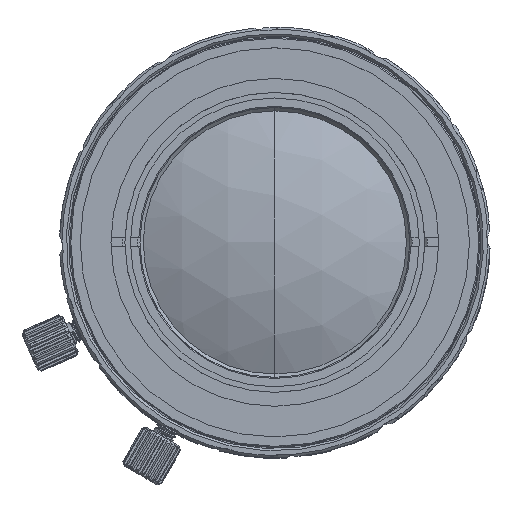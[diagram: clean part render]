
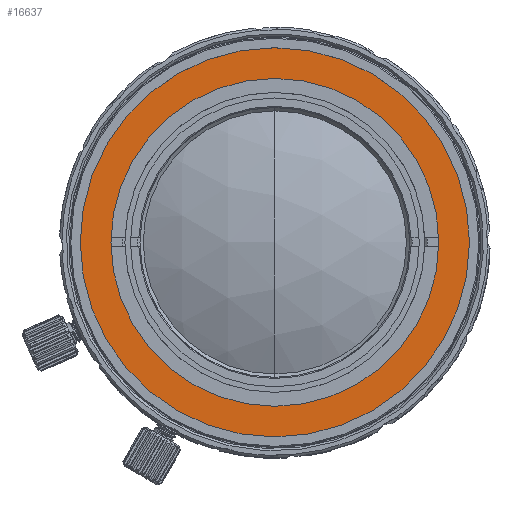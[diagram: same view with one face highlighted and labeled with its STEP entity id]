
A CAD part, top view. The second image highlights one B-rep face of the part: STEP entity #16637.
In plain terms, the highlighted planar face has unit normal (0, 0, 1).
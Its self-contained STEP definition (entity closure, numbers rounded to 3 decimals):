
#91 = EDGE_CURVE ( 'NONE', #44092, #44035, #18810, .T. ) ;
#809 = CARTESIAN_POINT ( 'NONE',  ( 0., 0., 42.47 ) ) ;
#3267 = AXIS2_PLACEMENT_3D ( 'NONE', #809, #45062, #48857 ) ;
#4011 = EDGE_CURVE ( 'NONE', #44035, #44092, #29957, .T. ) ;
#4956 = CARTESIAN_POINT ( 'NONE',  ( 9.449, -11.261, 42.47 ) ) ;
#5095 = DIRECTION ( 'NONE',  ( 0., 0., -1. ) ) ;
#6300 = AXIS2_PLACEMENT_3D ( 'NONE', #13305, #29192, #45926 ) ;
#9308 = AXIS2_PLACEMENT_3D ( 'NONE', #32393, #19750, #52668 ) ;
#12069 = AXIS2_PLACEMENT_3D ( 'NONE', #49328, #19960, #36372 ) ;
#12169 = CARTESIAN_POINT ( 'NONE',  ( 15.459, 8.925, 42.47 ) ) ;
#12933 = FACE_OUTER_BOUND ( 'NONE', #18265, .T. ) ;
#12998 = EDGE_LOOP ( 'NONE', ( #34312, #27248 ) ) ;
#13305 = CARTESIAN_POINT ( 'NONE',  ( 0., 0., 42.47 ) ) ;
#13362 = AXIS2_PLACEMENT_3D ( 'NONE', #37442, #5095, #29364 ) ;
#16392 = CIRCLE ( 'NONE', #12069, 17.85 ) ;
#16637 = ADVANCED_FACE ( 'NONE', ( #12933, #38230 ), #49603, .F. ) ;
#18265 = EDGE_LOOP ( 'NONE', ( #48562, #18725 ) ) ;
#18725 = ORIENTED_EDGE ( 'NONE', *, *, #48462, .F. ) ;
#18810 = CIRCLE ( 'NONE', #9308, 14.7 ) ;
#19750 = DIRECTION ( 'NONE',  ( 0., 0., 1. ) ) ;
#19960 = DIRECTION ( 'NONE',  ( 0., 0., -1. ) ) ;
#25758 = VERTEX_POINT ( 'NONE', #12169 ) ;
#27248 = ORIENTED_EDGE ( 'NONE', *, *, #4011, .F. ) ;
#29192 = DIRECTION ( 'NONE',  ( 0., 0., -1. ) ) ;
#29364 = DIRECTION ( 'NONE',  ( 0., -1., 0. ) ) ;
#29957 = CIRCLE ( 'NONE', #3267, 14.7 ) ;
#30386 = CIRCLE ( 'NONE', #6300, 17.85 ) ;
#32393 = CARTESIAN_POINT ( 'NONE',  ( 0., 0., 42.47 ) ) ;
#34312 = ORIENTED_EDGE ( 'NONE', *, *, #91, .F. ) ;
#34818 = CARTESIAN_POINT ( 'NONE',  ( -15.459, -8.925, 42.47 ) ) ;
#36372 = DIRECTION ( 'NONE',  ( -0.866, -0.5, 0. ) ) ;
#37442 = CARTESIAN_POINT ( 'NONE',  ( 0., 0., 42.47 ) ) ;
#37631 = VERTEX_POINT ( 'NONE', #34818 ) ;
#38230 = FACE_BOUND ( 'NONE', #12998, .T. ) ;
#38635 = CARTESIAN_POINT ( 'NONE',  ( -9.449, 11.261, 42.47 ) ) ;
#44035 = VERTEX_POINT ( 'NONE', #4956 ) ;
#44092 = VERTEX_POINT ( 'NONE', #38635 ) ;
#44629 = EDGE_CURVE ( 'NONE', #25758, #37631, #16392, .T. ) ;
#45062 = DIRECTION ( 'NONE',  ( 0., 0., 1. ) ) ;
#45926 = DIRECTION ( 'NONE',  ( -0.866, -0.5, 0. ) ) ;
#48462 = EDGE_CURVE ( 'NONE', #37631, #25758, #30386, .T. ) ;
#48562 = ORIENTED_EDGE ( 'NONE', *, *, #44629, .F. ) ;
#48857 = DIRECTION ( 'NONE',  ( 0.643, -0.766, 0. ) ) ;
#49328 = CARTESIAN_POINT ( 'NONE',  ( 0., 0., 42.47 ) ) ;
#49603 = PLANE ( 'NONE',  #13362 ) ;
#52668 = DIRECTION ( 'NONE',  ( 0.643, -0.766, 0. ) ) ;
